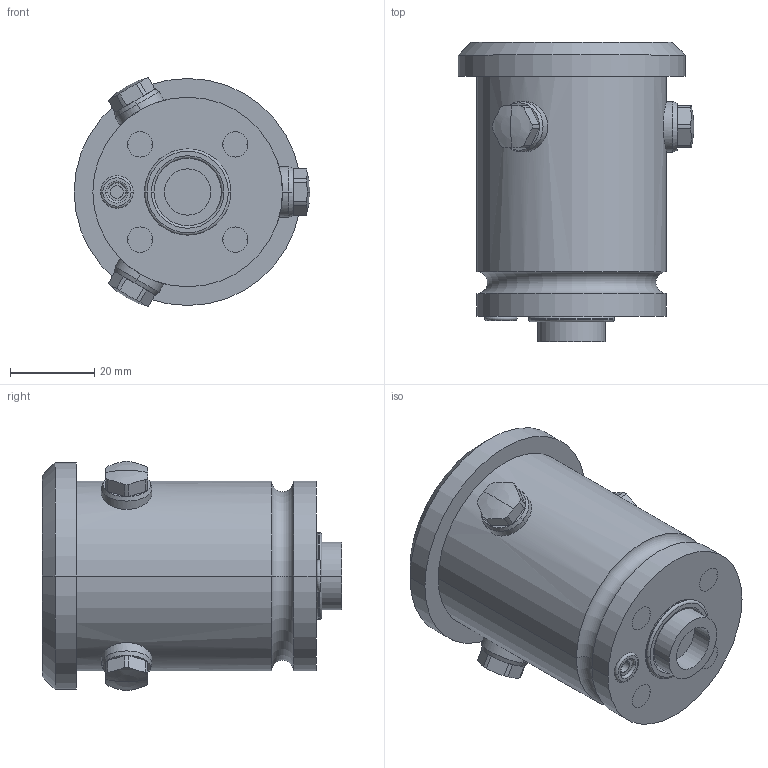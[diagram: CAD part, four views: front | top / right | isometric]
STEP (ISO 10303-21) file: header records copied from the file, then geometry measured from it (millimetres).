
FILE_DESCRIPTION((''),'2;1');
FILE_NAME('ILCM41582191','2020-05-07T',('jweaver'),(''),'PRO/ENGINEER BY PARAMETRIC TECHNOLOGY CORPORATION, 2013320','PRO/ENGINEER BY PARAMETRIC TECHNOLOGY CORPORATION, 2013320','');
FILE_SCHEMA(('AUTOMOTIVE_DESIGN { 1 0 10303 214 1 1 1 1 }'));
Length unit declared in the file: millimetre
Products named in the file (1): ILCM41582191
Bounding box: 55.95 x 71 x 54.39 mm (x, y, z)
Volume: 107594.3 mm3; surface area: 18248.5 mm2
Topology: 1 solids, 9 shells, 151 faces, 345 edges, 213 vertices
Faces by surface type: cylinder 62, plane 45, cone 24, torus 14, sphere 6
Entity records: 5805 total; most frequent: DIRECTION 831, CARTESIAN_POINT 795, ORIENTED_EDGE 654, PRESENTATION_STYLE_ASSIGNMENT 363, AXIS2_PLACEMENT_3D 354, STYLED_ITEM 336, CURVE_STYLE 331, EDGE_CURVE 331
